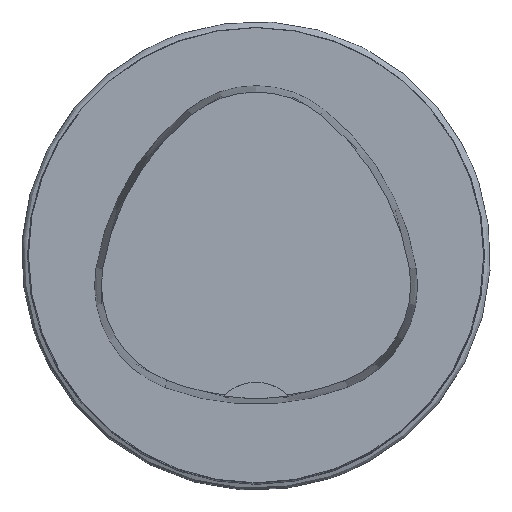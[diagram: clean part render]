
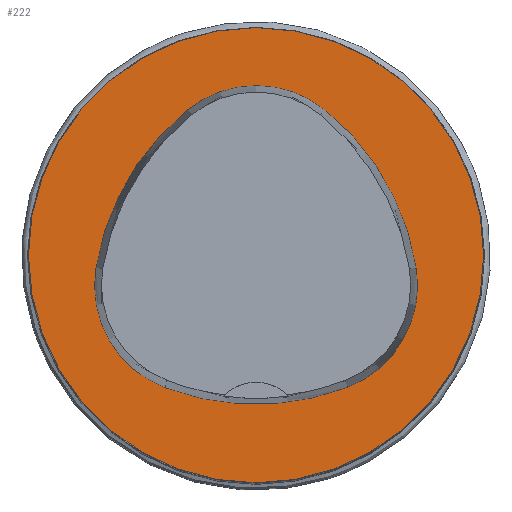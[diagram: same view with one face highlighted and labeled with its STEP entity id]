
A CAD part, top view. The second image highlights one B-rep face of the part: STEP entity #222.
In plain terms, the highlighted planar face has unit normal (0, 0, 1).
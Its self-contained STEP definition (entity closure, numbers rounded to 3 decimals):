
#185=PLANE('',#781);
#222=ADVANCED_FACE('',(#575,#576),#185,.T.);
#293=EDGE_LOOP('',(#394,#395,#396,#397,#398,#399));
#294=EDGE_LOOP('',(#400));
#394=ORIENTED_EDGE('',*,*,#494,.T.);
#395=ORIENTED_EDGE('',*,*,#474,.T.);
#396=ORIENTED_EDGE('',*,*,#478,.T.);
#397=ORIENTED_EDGE('',*,*,#481,.T.);
#398=ORIENTED_EDGE('',*,*,#484,.T.);
#399=ORIENTED_EDGE('',*,*,#492,.T.);
#400=ORIENTED_EDGE('',*,*,#465,.F.);
#465=EDGE_CURVE('',#608,#608,#522,.T.);
#474=EDGE_CURVE('',#617,#618,#523,.T.);
#478=EDGE_CURVE('',#618,#621,#525,.T.);
#481=EDGE_CURVE('',#621,#623,#527,.T.);
#484=EDGE_CURVE('',#623,#625,#529,.T.);
#492=EDGE_CURVE('',#625,#632,#533,.T.);
#494=EDGE_CURVE('',#632,#617,#535,.T.);
#522=CIRCLE('',#753,25.);
#523=CIRCLE('',#759,28.);
#525=CIRCLE('',#762,12.);
#527=CIRCLE('',#765,28.);
#529=CIRCLE('',#768,12.);
#533=CIRCLE('',#773,28.);
#535=CIRCLE('',#776,12.);
#575=FACE_BOUND('',#293,.T.);
#576=FACE_BOUND('',#294,.T.);
#608=VERTEX_POINT('',#1088);
#617=VERTEX_POINT('',#1107);
#618=VERTEX_POINT('',#1108);
#621=VERTEX_POINT('',#1116);
#623=VERTEX_POINT('',#1122);
#625=VERTEX_POINT('',#1128);
#632=VERTEX_POINT('',#1149);
#753=AXIS2_PLACEMENT_3D('',#1087,#889,#890);
#759=AXIS2_PLACEMENT_3D('',#1106,#905,#906);
#762=AXIS2_PLACEMENT_3D('',#1115,#913,#914);
#765=AXIS2_PLACEMENT_3D('',#1121,#920,#921);
#768=AXIS2_PLACEMENT_3D('',#1127,#927,#928);
#773=AXIS2_PLACEMENT_3D('',#1150,#939,#940);
#776=AXIS2_PLACEMENT_3D('',#1153,#945,#946);
#781=AXIS2_PLACEMENT_3D('',#1158,#955,#956);
#889=DIRECTION('',(0.,0.,-1.));
#890=DIRECTION('',(-1.,0.,0.));
#905=DIRECTION('',(0.,0.,-1.));
#906=DIRECTION('',(-1.,0.,0.));
#913=DIRECTION('',(0.,0.,-1.));
#914=DIRECTION('',(-1.,0.,0.));
#920=DIRECTION('',(0.,0.,-1.));
#921=DIRECTION('',(-1.,0.,0.));
#927=DIRECTION('',(0.,0.,-1.));
#928=DIRECTION('',(-1.,0.,0.));
#939=DIRECTION('',(0.,0.,-1.));
#940=DIRECTION('',(-1.,0.,0.));
#945=DIRECTION('',(0.,0.,-1.));
#946=DIRECTION('',(-1.,0.,0.));
#955=DIRECTION('',(0.,0.,1.));
#956=DIRECTION('',(1.,0.,0.));
#1087=CARTESIAN_POINT('',(0.,0.,0.));
#1088=CARTESIAN_POINT('',(-25.,0.,0.));
#1106=CARTESIAN_POINT('',(10.068,-5.824,0.));
#1107=CARTESIAN_POINT('',(-17.584,-1.424,0.));
#1108=CARTESIAN_POINT('',(-7.531,15.953,0.));
#1115=CARTESIAN_POINT('',(0.011,6.62,0.));
#1116=CARTESIAN_POINT('',(7.567,15.942,0.));
#1121=CARTESIAN_POINT('',(-10.063,-5.81,0.));
#1122=CARTESIAN_POINT('',(17.59,-1.418,0.));
#1127=CARTESIAN_POINT('',(5.739,-3.3,0.));
#1128=CARTESIAN_POINT('',(10.05,-14.499,0.));
#1149=CARTESIAN_POINT('',(-10.025,-14.516,0.));
#1150=CARTESIAN_POINT('',(-0.01,11.631,0.));
#1153=CARTESIAN_POINT('',(-5.733,-3.31,0.));
#1158=CARTESIAN_POINT('',(0.,0.,0.));
